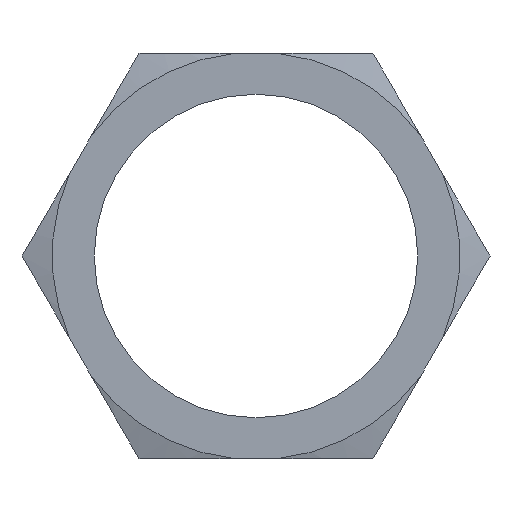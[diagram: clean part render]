
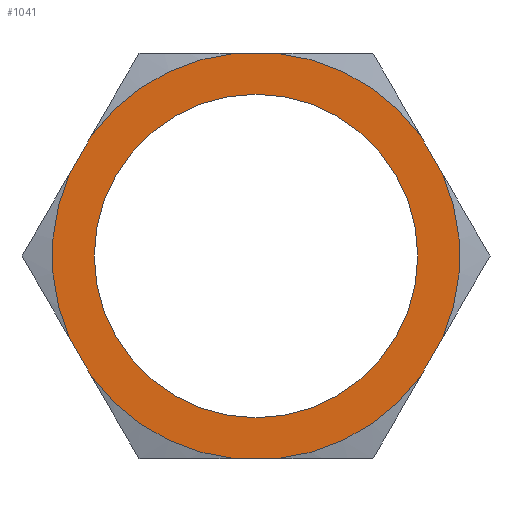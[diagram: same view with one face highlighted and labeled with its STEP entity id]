
A CAD part, left-side view. The second image highlights one B-rep face of the part: STEP entity #1041.
In plain terms, the highlighted planar face has unit normal (-1, 0, 0).
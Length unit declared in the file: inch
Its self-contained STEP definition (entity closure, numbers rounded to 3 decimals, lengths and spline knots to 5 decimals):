
#51=PLANE('',#1139);
#110=FACE_OUTER_BOUND('',#204,.T.);
#145=CIRCLE('',#1130,2.7);
#146=CIRCLE('',#1132,2.7);
#147=CIRCLE('',#1134,2.7);
#148=CIRCLE('',#1136,2.7);
#149=CIRCLE('',#1138,2.7);
#150=CIRCLE('',#1140,2.7);
#151=CIRCLE('',#1141,2.1425);
#152=CIRCLE('',#1142,2.1425);
#163=FACE_BOUND('',#205,.T.);
#204=EDGE_LOOP('',(#824,#825,#826,#827,#828,#829,#830,#831,#832,#833,#834,
#835));
#205=EDGE_LOOP('',(#836,#837));
#313=LINE('',#2460,#358);
#316=LINE('',#2482,#361);
#319=LINE('',#2504,#364);
#323=LINE('',#2528,#368);
#325=LINE('',#2548,#370);
#327=LINE('',#2564,#372);
#358=VECTOR('',#1255,0.3937);
#361=VECTOR('',#1260,0.3937);
#364=VECTOR('',#1265,0.3937);
#368=VECTOR('',#1271,0.3937);
#370=VECTOR('',#1275,0.3937);
#372=VECTOR('',#1279,0.3937);
#441=VERTEX_POINT('',#2455);
#442=VERTEX_POINT('',#2459);
#447=VERTEX_POINT('',#2477);
#448=VERTEX_POINT('',#2481);
#453=VERTEX_POINT('',#2499);
#454=VERTEX_POINT('',#2503);
#460=VERTEX_POINT('',#2523);
#461=VERTEX_POINT('',#2527);
#465=VERTEX_POINT('',#2543);
#466=VERTEX_POINT('',#2547);
#469=VERTEX_POINT('',#2559);
#470=VERTEX_POINT('',#2563);
#472=VERTEX_POINT('',#2597);
#473=VERTEX_POINT('',#2598);
#568=EDGE_CURVE('',#442,#441,#313,.T.);
#575=EDGE_CURVE('',#448,#447,#316,.T.);
#582=EDGE_CURVE('',#454,#453,#319,.T.);
#590=EDGE_CURVE('',#461,#460,#323,.T.);
#596=EDGE_CURVE('',#466,#465,#325,.T.);
#601=EDGE_CURVE('',#470,#469,#327,.T.);
#611=EDGE_CURVE('',#470,#460,#145,.T.);
#612=EDGE_CURVE('',#466,#469,#146,.T.);
#613=EDGE_CURVE('',#454,#465,#147,.T.);
#614=EDGE_CURVE('',#461,#441,#148,.T.);
#615=EDGE_CURVE('',#442,#447,#149,.T.);
#616=EDGE_CURVE('',#448,#453,#150,.T.);
#617=EDGE_CURVE('',#472,#473,#151,.T.);
#618=EDGE_CURVE('',#473,#472,#152,.T.);
#824=ORIENTED_EDGE('',*,*,#575,.T.);
#825=ORIENTED_EDGE('',*,*,#615,.F.);
#826=ORIENTED_EDGE('',*,*,#568,.T.);
#827=ORIENTED_EDGE('',*,*,#614,.F.);
#828=ORIENTED_EDGE('',*,*,#590,.T.);
#829=ORIENTED_EDGE('',*,*,#611,.F.);
#830=ORIENTED_EDGE('',*,*,#601,.T.);
#831=ORIENTED_EDGE('',*,*,#612,.F.);
#832=ORIENTED_EDGE('',*,*,#596,.T.);
#833=ORIENTED_EDGE('',*,*,#613,.F.);
#834=ORIENTED_EDGE('',*,*,#582,.T.);
#835=ORIENTED_EDGE('',*,*,#616,.F.);
#836=ORIENTED_EDGE('',*,*,#617,.T.);
#837=ORIENTED_EDGE('',*,*,#618,.T.);
#1041=ADVANCED_FACE('',(#110,#163),#51,.T.);
#1130=AXIS2_PLACEMENT_3D('',#2586,#1307,#1308);
#1132=AXIS2_PLACEMENT_3D('',#2588,#1311,#1312);
#1134=AXIS2_PLACEMENT_3D('',#2590,#1315,#1316);
#1136=AXIS2_PLACEMENT_3D('',#2592,#1319,#1320);
#1138=AXIS2_PLACEMENT_3D('',#2594,#1323,#1324);
#1139=AXIS2_PLACEMENT_3D('',#2595,#1325,#1326);
#1140=AXIS2_PLACEMENT_3D('',#2596,#1327,#1328);
#1141=AXIS2_PLACEMENT_3D('',#2599,#1329,#1330);
#1142=AXIS2_PLACEMENT_3D('',#2600,#1331,#1332);
#1255=DIRECTION('',(0.,0.5,-0.866));
#1260=DIRECTION('',(0.,1.,0.));
#1265=DIRECTION('',(0.,0.5,0.866));
#1271=DIRECTION('',(0.,-0.5,-0.866));
#1275=DIRECTION('',(0.,-0.5,0.866));
#1279=DIRECTION('',(0.,-1.,0.));
#1307=DIRECTION('center_axis',(1.,0.,0.));
#1308=DIRECTION('ref_axis',(0.,1.,0.));
#1311=DIRECTION('center_axis',(1.,0.,0.));
#1312=DIRECTION('ref_axis',(0.,1.,0.));
#1315=DIRECTION('center_axis',(1.,0.,0.));
#1316=DIRECTION('ref_axis',(0.,1.,0.));
#1319=DIRECTION('center_axis',(1.,0.,0.));
#1320=DIRECTION('ref_axis',(0.,1.,0.));
#1323=DIRECTION('center_axis',(1.,0.,0.));
#1324=DIRECTION('ref_axis',(0.,1.,0.));
#1325=DIRECTION('center_axis',(-1.,0.,0.));
#1326=DIRECTION('ref_axis',(0.,0.,1.));
#1327=DIRECTION('center_axis',(1.,0.,0.));
#1328=DIRECTION('ref_axis',(0.,1.,0.));
#1329=DIRECTION('center_axis',(1.,0.,0.));
#1330=DIRECTION('ref_axis',(0.,1.,0.));
#1331=DIRECTION('center_axis',(1.,0.,0.));
#1332=DIRECTION('ref_axis',(0.,1.,0.));
#2455=CARTESIAN_POINT('',(0.,2.46861,1.09359));
#2459=CARTESIAN_POINT('',(0.,2.18139,1.59109));
#2460=CARTESIAN_POINT('',(0.,2.24016,1.48929));
#2477=CARTESIAN_POINT('',(0.,0.28723,2.68468));
#2481=CARTESIAN_POINT('',(0.,-0.28723,2.68468));
#2482=CARTESIAN_POINT('',(0.,0.43562,2.68468));
#2499=CARTESIAN_POINT('',(0.,-2.18139,1.59109));
#2503=CARTESIAN_POINT('',(0.,-2.46861,1.09359));
#2504=CARTESIAN_POINT('',(0.,-2.40984,1.19539));
#2523=CARTESIAN_POINT('',(0.,2.18139,-1.59109));
#2527=CARTESIAN_POINT('',(0.,2.46861,-1.09359));
#2528=CARTESIAN_POINT('',(0.,3.01516,-0.14695));
#2543=CARTESIAN_POINT('',(0.,-2.46861,-1.09359));
#2547=CARTESIAN_POINT('',(0.,-2.18139,-1.59109));
#2548=CARTESIAN_POINT('',(0.,-1.63484,-2.53773));
#2559=CARTESIAN_POINT('',(0.,-0.28723,-2.68468));
#2563=CARTESIAN_POINT('',(0.,0.28723,-2.68468));
#2564=CARTESIAN_POINT('',(0.,1.98563,-2.68468));
#2586=CARTESIAN_POINT('Origin',(0.,0.,0.));
#2588=CARTESIAN_POINT('Origin',(0.,0.,0.));
#2590=CARTESIAN_POINT('Origin',(0.,0.,0.));
#2592=CARTESIAN_POINT('Origin',(0.,0.,0.));
#2594=CARTESIAN_POINT('Origin',(0.,0.,0.));
#2595=CARTESIAN_POINT('Origin',(0.,2.42125,0.));
#2596=CARTESIAN_POINT('Origin',(0.,0.,0.));
#2597=CARTESIAN_POINT('',(0.,2.1425,0.));
#2598=CARTESIAN_POINT('',(0.,-2.1425,0.));
#2599=CARTESIAN_POINT('Origin',(0.,0.,0.));
#2600=CARTESIAN_POINT('Origin',(0.,0.,0.));
